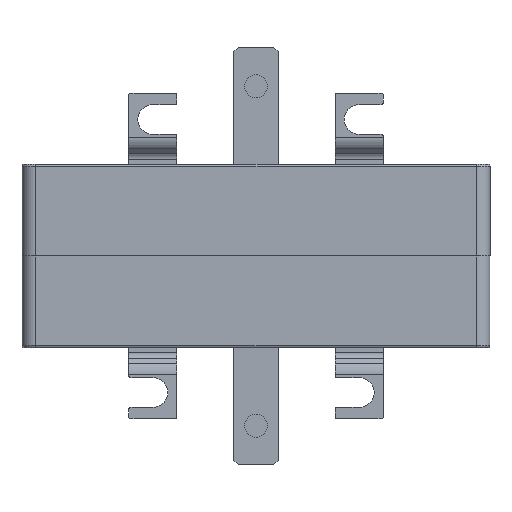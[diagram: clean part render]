
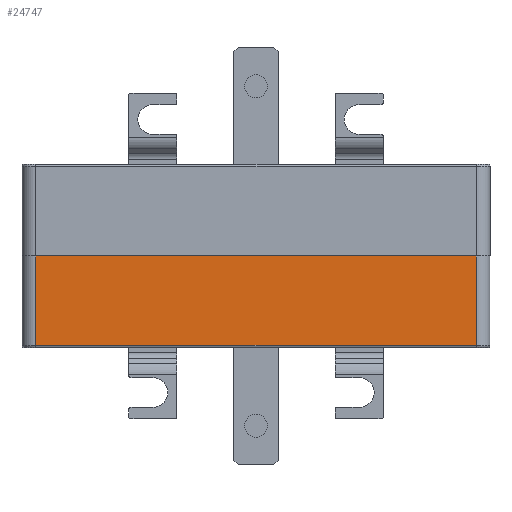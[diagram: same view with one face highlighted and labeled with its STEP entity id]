
A CAD part, front view. The second image highlights one B-rep face of the part: STEP entity #24747.
In plain terms, the highlighted planar face has unit normal (0, -1, 0).
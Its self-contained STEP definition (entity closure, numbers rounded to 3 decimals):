
#1344 = VERTEX_POINT ( 'NONE', #12096 ) ;
#2539 = VERTEX_POINT ( 'NONE', #11101 ) ;
#2621 = CARTESIAN_POINT ( 'NONE',  ( 48., -55., 0.5 ) ) ;
#3228 = VECTOR ( 'NONE', #22435, 1000. ) ;
#3593 = DIRECTION ( 'NONE',  ( 0., 0., 1. ) ) ;
#4556 = LINE ( 'NONE', #13820, #24453 ) ;
#5820 = ORIENTED_EDGE ( 'NONE', *, *, #9366, .T. ) ;
#8700 = DIRECTION ( 'NONE',  ( 0., 0., 1. ) ) ;
#9366 = EDGE_CURVE ( 'NONE', #32824, #2539, #4556, .T. ) ;
#10491 = VECTOR ( 'NONE', #15111, 1000. ) ;
#10864 = FACE_OUTER_BOUND ( 'NONE', #30922, .T. ) ;
#11101 = CARTESIAN_POINT ( 'NONE',  ( 48., -55., 20. ) ) ;
#11173 = VECTOR ( 'NONE', #18171, 1000. ) ;
#12096 = CARTESIAN_POINT ( 'NONE',  ( -48., -55., 0.5 ) ) ;
#12111 = CARTESIAN_POINT ( 'NONE',  ( -48., -55., 20. ) ) ;
#13820 = CARTESIAN_POINT ( 'NONE',  ( 48., -55., 20. ) ) ;
#14440 = AXIS2_PLACEMENT_3D ( 'NONE', #16544, #19146, #3593 ) ;
#15111 = DIRECTION ( 'NONE',  ( 1., 0., 0. ) ) ;
#15757 = ORIENTED_EDGE ( 'NONE', *, *, #21273, .F. ) ;
#16309 = ORIENTED_EDGE ( 'NONE', *, *, #20382, .T. ) ;
#16544 = CARTESIAN_POINT ( 'NONE',  ( -51., -55., 20. ) ) ;
#18171 = DIRECTION ( 'NONE',  ( 1., 0., 0. ) ) ;
#18511 = ORIENTED_EDGE ( 'NONE', *, *, #23466, .T. ) ;
#19146 = DIRECTION ( 'NONE',  ( 0., 1., 0. ) ) ;
#20382 = EDGE_CURVE ( 'NONE', #24916, #1344, #23118, .T. ) ;
#21273 = EDGE_CURVE ( 'NONE', #24916, #2539, #32092, .T. ) ;
#22435 = DIRECTION ( 'NONE',  ( 0., 0., -1. ) ) ;
#23118 = LINE ( 'NONE', #12111, #3228 ) ;
#23466 = EDGE_CURVE ( 'NONE', #1344, #32824, #24152, .T. ) ;
#24152 = LINE ( 'NONE', #2621, #11173 ) ;
#24453 = VECTOR ( 'NONE', #8700, 1000. ) ;
#24747 = ADVANCED_FACE ( 'NONE', ( #10864 ), #32181, .F. ) ;
#24916 = VERTEX_POINT ( 'NONE', #32956 ) ;
#25718 = CARTESIAN_POINT ( 'NONE',  ( 48., -55., 0.5 ) ) ;
#30622 = CARTESIAN_POINT ( 'NONE',  ( -51., -55., 20. ) ) ;
#30922 = EDGE_LOOP ( 'NONE', ( #16309, #18511, #5820, #15757 ) ) ;
#32092 = LINE ( 'NONE', #30622, #10491 ) ;
#32181 = PLANE ( 'NONE',  #14440 ) ;
#32824 = VERTEX_POINT ( 'NONE', #25718 ) ;
#32956 = CARTESIAN_POINT ( 'NONE',  ( -48., -55., 20. ) ) ;
